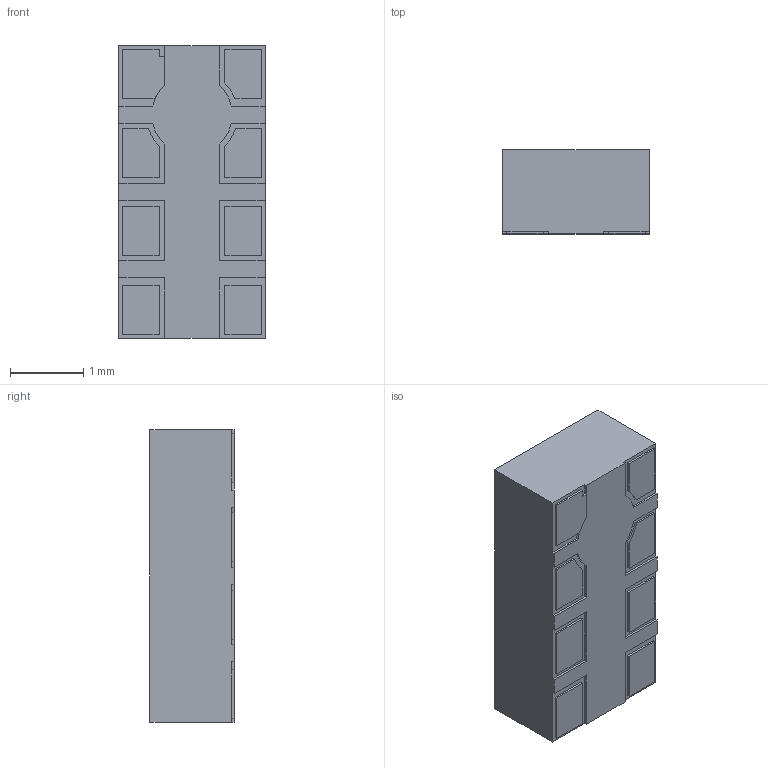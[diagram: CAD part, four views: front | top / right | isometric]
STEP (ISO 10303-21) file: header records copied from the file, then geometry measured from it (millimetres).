
FILE_DESCRIPTION (( 'STEP AP214' ), '1' );
FILE_NAME ('VCNL4040M3OE.STEP', '2021-12-10T05:26:39', ( '' ), ( '' ), 'SwSTEP 2.0', 'SolidWorks 2017', '' );
FILE_SCHEMA (( 'AUTOMOTIVE_DESIGN' ));
Length unit declared in the file: millimetre
Products named in the file (1): VCNL4040M3OE
Bounding box: 2 x 1.15 x 4 mm (x, y, z)
Volume: 9.1 mm3; surface area: 45.4 mm2
Topology: 11 solids, 11 shells, 151 faces, 360 edges, 240 vertices
Faces by surface type: plane 133, cylinder 18
Entity records: 4435 total; most frequent: CARTESIAN_POINT 752, ORIENTED_EDGE 720, DIRECTION 701, EDGE_CURVE 360, LINE 323, VECTOR 323, VERTEX_POINT 240, AXIS2_PLACEMENT_3D 189
